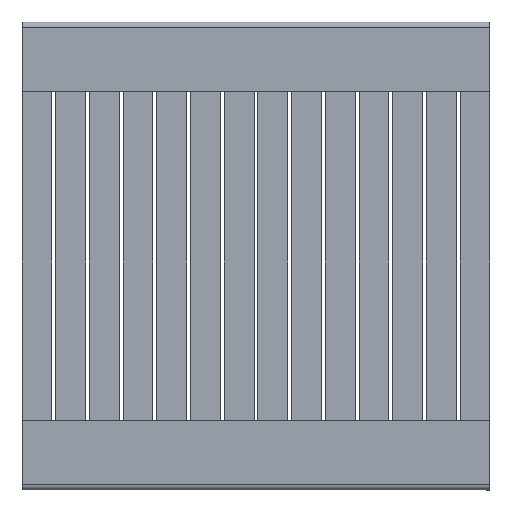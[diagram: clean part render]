
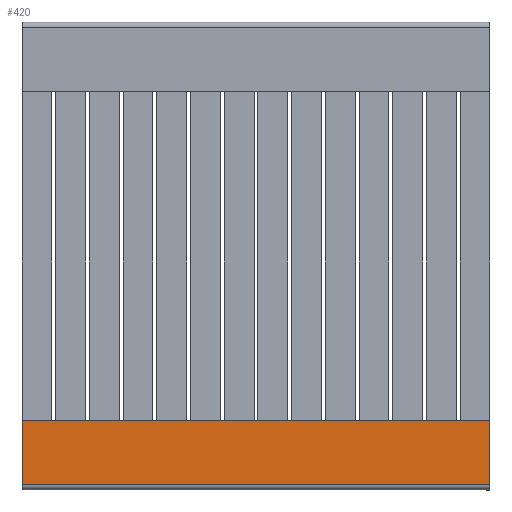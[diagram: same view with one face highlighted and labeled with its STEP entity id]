
A CAD part, top view. The second image highlights one B-rep face of the part: STEP entity #420.
In plain terms, the highlighted planar face has unit normal (0, 0, 1).
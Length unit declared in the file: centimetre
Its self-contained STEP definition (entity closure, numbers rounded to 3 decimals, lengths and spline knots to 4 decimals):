
#420=ADVANCED_FACE('',(#568),#2263,.T.);
#568=FACE_OUTER_BOUND('',#716,.T.);
#716=EDGE_LOOP('',(#1273,#1274,#1275,#1276));
#1273=ORIENTED_EDGE('',*,*,#1603,.T.);
#1274=ORIENTED_EDGE('',*,*,#1604,.T.);
#1275=ORIENTED_EDGE('',*,*,#1605,.F.);
#1276=ORIENTED_EDGE('',*,*,#1600,.F.);
#1600=EDGE_CURVE('',#2110,#2111,#1900,.T.);
#1603=EDGE_CURVE('',#2110,#2113,#1903,.T.);
#1604=EDGE_CURVE('',#2113,#2114,#1904,.T.);
#1605=EDGE_CURVE('',#2111,#2114,#1905,.T.);
#1900=B_SPLINE_CURVE_WITH_KNOTS('',1,(#3832,#3833),.UNSPECIFIED.,.F.,.F.,
(2,2),(0.,159.9849),.UNSPECIFIED.);
#1903=B_SPLINE_CURVE_WITH_KNOTS('',3,(#3861,#3862,#3863,#3864),
 .UNSPECIFIED.,.F.,.F.,(4,4),(-169.2103,-156.2603),
 .UNSPECIFIED.);
#1904=B_SPLINE_CURVE_WITH_KNOTS('',1,(#3865,#3866),.UNSPECIFIED.,.F.,.F.,
(2,2),(0.,159.9849),.UNSPECIFIED.);
#1905=B_SPLINE_CURVE_WITH_KNOTS('',3,(#3867,#3868,#3869,#3870),
 .UNSPECIFIED.,.F.,.F.,(4,4),(-169.2103,-156.2603),
 .UNSPECIFIED.);
#2110=VERTEX_POINT('',#3798);
#2111=VERTEX_POINT('',#3799);
#2113=VERTEX_POINT('',#3801);
#2114=VERTEX_POINT('',#3802);
#2263=PLANE('',#2448);
#2448=AXIS2_PLACEMENT_3D('',#3754,#2598,$);
#2598=DIRECTION('',(0.,0.,1.));
#3754=CARTESIAN_POINT('',(79.5498,-12.95,40.));
#3798=CARTESIAN_POINT('',(79.5498,-12.95,40.));
#3799=CARTESIAN_POINT('',(-14.45,-12.95,40.));
#3801=CARTESIAN_POINT('',(79.5498,0.,40.));
#3802=CARTESIAN_POINT('',(-14.45,0.,40.));
#3832=CARTESIAN_POINT('',(79.5498,-12.95,40.));
#3833=CARTESIAN_POINT('',(-14.45,-12.95,40.));
#3861=CARTESIAN_POINT('',(79.5498,-12.95,40.));
#3862=CARTESIAN_POINT('',(79.5498,-8.6333,40.));
#3863=CARTESIAN_POINT('',(79.5498,-4.3167,40.));
#3864=CARTESIAN_POINT('',(79.5498,0.,40.));
#3865=CARTESIAN_POINT('',(79.5498,0.,40.));
#3866=CARTESIAN_POINT('',(-14.45,0.,40.));
#3867=CARTESIAN_POINT('',(-14.45,-12.95,40.));
#3868=CARTESIAN_POINT('',(-14.45,-8.6333,40.));
#3869=CARTESIAN_POINT('',(-14.45,-4.3167,40.));
#3870=CARTESIAN_POINT('',(-14.45,0.,40.));
